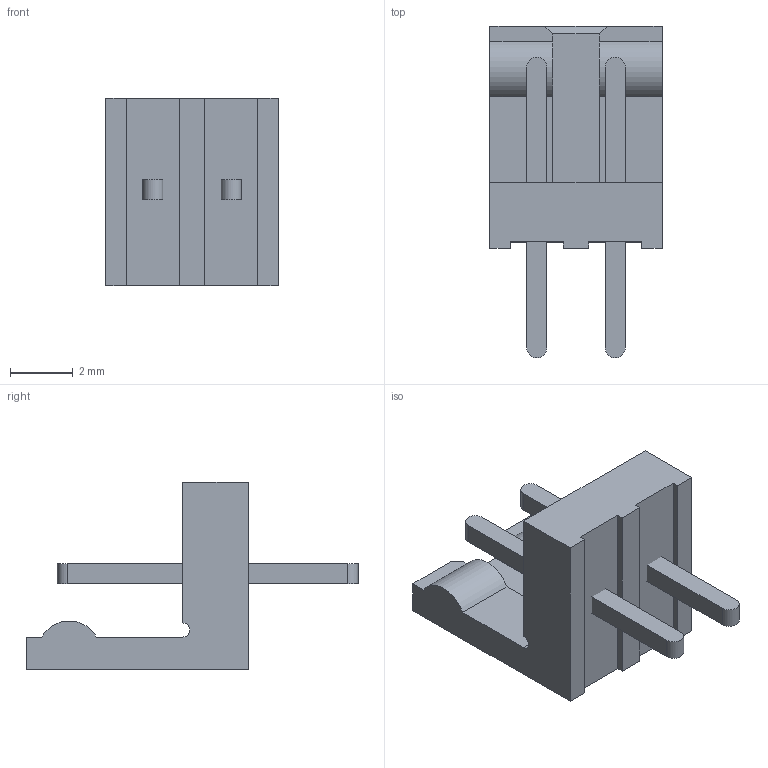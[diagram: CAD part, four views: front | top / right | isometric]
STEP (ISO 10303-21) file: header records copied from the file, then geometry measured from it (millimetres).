
FILE_DESCRIPTION (( 'STEP AP214' ), '1' );
FILE_NAME ('IL-G-2P-S3T2-SA.STEP', '2019-10-16T17:48:30', ( '' ), ( '' ), 'SwSTEP 2.0', 'SolidWorks 2019', '' );
FILE_SCHEMA (( 'AUTOMOTIVE_DESIGN' ));
Length unit declared in the file: millimetre
Products named in the file (1): IL-G-2P-S3T2-SA
Bounding box: 5.5 x 10.6 x 6 mm (x, y, z)
Volume: 99.2 mm3; surface area: 244.2 mm2
Topology: 3 solids, 3 shells, 41 faces, 101 edges, 66 vertices
Faces by surface type: plane 34, cylinder 7
Entity records: 1249 total; most frequent: CARTESIAN_POINT 209, ORIENTED_EDGE 202, DIRECTION 199, EDGE_CURVE 101, LINE 87, VECTOR 87, VERTEX_POINT 66, AXIS2_PLACEMENT_3D 56
